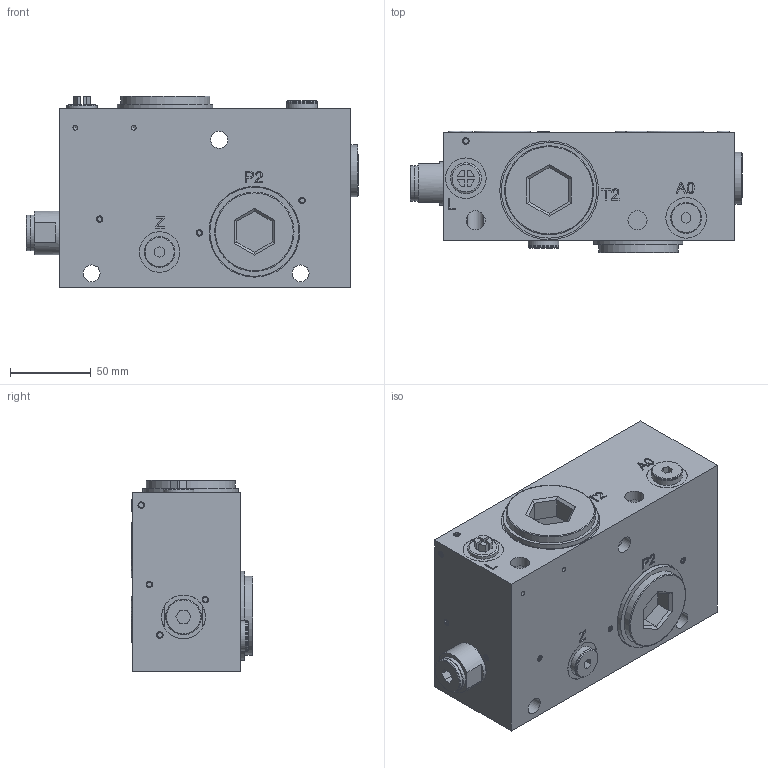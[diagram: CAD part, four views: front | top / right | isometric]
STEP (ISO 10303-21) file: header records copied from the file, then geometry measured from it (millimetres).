
FILE_DESCRIPTION(/* description */ ('Unknown'),/* implementation_level */ '2;1');
FILE_NAME(/* name */ '1435647_AP-2240-546PJ-E_ohne',/* time_stamp */ '2020-12-02T13:37:53+01:00',/* author */ ('Unknown'),/* organization */ ('Unknown'),/* preprocessor_version */ 'ST-DEVELOPER v16.7',/* originating_system */ 'DEX',/* authorisation */ $);
FILE_SCHEMA (('AUTOMOTIVE_DESIGN {1 0 10303 214 3 1 1}'));
Length unit declared in the file: millimetre
Products named in the file (31): 1435647_AP-2240-546PJ-E; AP-2240-J01-131-F_oa_0; WU-4604-040_oa_1; WT-2000-057_oa_2; WU-4604-040_oa_3; WU-4604-040_oa_4; WU-4604-040; WT-2600-516; AP-1640-001-393_oa_5; AP-1640-001-004_oa_6; AP-1640-001-005; AP-1640-001-006-A_oa_7; WU-6711-010_oa_8; AP-1640-001-003-A_oa_9; WT-2601-816_oa_10; WT-2601-816_oa_11; WT-2602-216; WT-2602-424_oa_0; WU-4604-040_oa_12; WT-2603-024; WU-4604-040_oa_13; WU-4604-040_oa_14; WU-1505-006_oa_15; WT-2000-427; XO-0008-014_oa_16; WW-5440-012_oa_17; WW-5440-004_oa_18; WW-5440-004_oa_19; WW-5411-020_oa_20; WT-2000-487; WW-5411-024_oa_21
Assembly tree (42 placements, depth 3):
  1435647_AP-2240-546PJ-E
    AP-2240-J01-131-F_oa_0
    WU-4604-040_oa_1
    WT-2000-057_oa_2
    WU-4604-040_oa_3
    WU-4604-040_oa_4
    WU-4604-040  x7
    WT-2600-516  x6
    AP-1640-001-393_oa_5
      AP-1640-001-004_oa_6
      AP-1640-001-005
      AP-1640-001-006-A_oa_7
      WU-6711-010_oa_8
      AP-1640-001-003-A_oa_9
      WT-2601-816_oa_10
      WT-2601-816_oa_11
      WT-2602-216
    WT-2602-424_oa_0
    WU-4604-040_oa_12
    WT-2603-024  x2
    WU-4604-040_oa_13
    WU-4604-040_oa_14
    WU-1505-006_oa_15
    WT-2000-427
    XO-0008-014_oa_16
    WW-5440-012_oa_17
    WW-5440-004_oa_18
    WW-5440-004_oa_19
    WW-5411-020_oa_20
    WT-2000-487
    WW-5411-024_oa_21
Bounding box: 205 x 75.27 x 118.5 mm (x, y, z)
Volume: 484235 mm3; surface area: 177470.3 mm2
Topology: 36 solids, 37 shells, 1106 faces, 2208 edges, 1498 vertices
Faces by surface type: plane 600, cylinder 418, cone 53, bspline 20, torus 15
Full cylindrical faces by diameter (mm): 2 x13, 2.62 x2, 3 x15, 3.75 x130, 4 x161, 6 x1, 7.4 x2, 7.8 x6, 8 x2, 8.5 x1, 10 x1, 10.5 x4, 11 x2, 11.445 x3, 11.835 x4, 13 x3, 14.5 x1, 14.95 x1, 16 x1, 17 x2, 18.8 x2, 19 x6, 21.8 x1, 22 x3, 22.1 x1, 22.376 x1, 23.8 x1, 24 x1, 24.117 x1, 25 x5
Entity records: 27325 total; most frequent: CARTESIAN_POINT 5465, DIRECTION 3460, ORIENTED_EDGE 2492, AXIS2_PLACEMENT_3D 1448, FACE_BOUND 1430, EDGE_LOOP 1415, EDGE_CURVE 1246, VERTEX_POINT 1022
